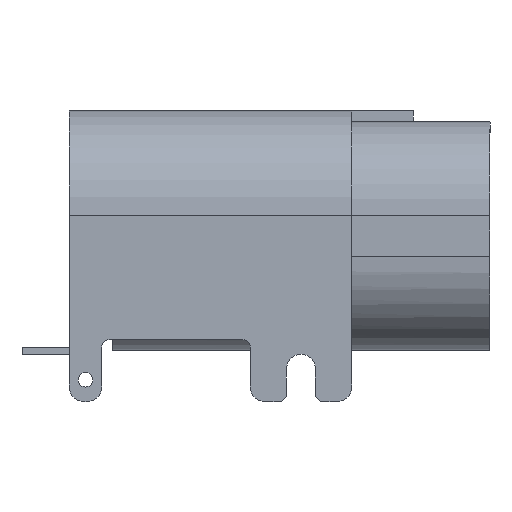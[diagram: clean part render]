
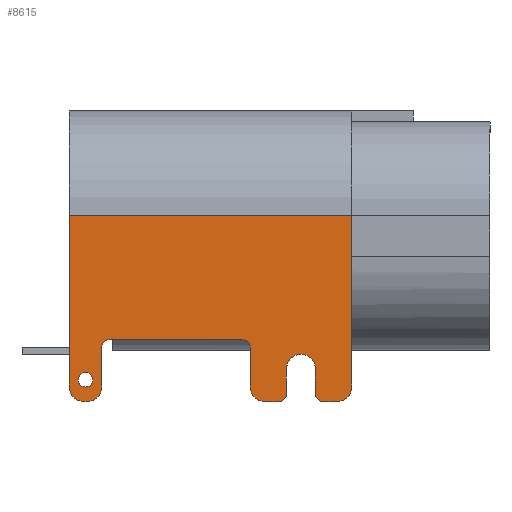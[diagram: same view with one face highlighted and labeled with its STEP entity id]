
A CAD part, left-side view. The second image highlights one B-rep face of the part: STEP entity #8615.
In plain terms, the highlighted planar face has unit normal (-1, 0, 0).
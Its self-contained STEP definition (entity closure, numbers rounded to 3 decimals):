
#6628 = VERTEX_POINT('',#6629);
#6629 = CARTESIAN_POINT('',(-4.62,1.05,
    -0.4));
#6635 = EDGE_CURVE('',#6628,#6636,#6638,.T.);
#6636 = VERTEX_POINT('',#6637);
#6637 = CARTESIAN_POINT('',(-4.62,1.25,
    -0.4));
#6638 = CIRCLE('',#6639,0.1);
#6639 = AXIS2_PLACEMENT_3D('',#6640,#6641,#6642);
#6640 = CARTESIAN_POINT('',(-4.62,1.15,
    -0.4));
#6641 = DIRECTION('',(1.,0.,-0.));
#6642 = DIRECTION('',(0.,1.,0.));
#8234 = VERTEX_POINT('',#8235);
#8235 = CARTESIAN_POINT('',(-4.62,-1.52,
    -0.7));
#8241 = EDGE_CURVE('',#8234,#8242,#8244,.T.);
#8242 = VERTEX_POINT('',#8243);
#8243 = CARTESIAN_POINT('',(-4.62,-1.32,
    -0.7));
#8244 = LINE('',#8245,#8246);
#8245 = CARTESIAN_POINT('',(-4.62,-4.425,
    -0.7));
#8246 = VECTOR('',#8247,1.);
#8247 = DIRECTION('',(0.,1.,0.));
#8263 = EDGE_CURVE('',#8264,#8266,#8268,.T.);
#8264 = VERTEX_POINT('',#8265);
#8265 = CARTESIAN_POINT('',(-4.62,-2.32,
    -0.7));
#8266 = VERTEX_POINT('',#8267);
#8267 = CARTESIAN_POINT('',(-4.62,-2.12,
    -0.7));
#8268 = LINE('',#8269,#8270);
#8269 = CARTESIAN_POINT('',(-4.62,-4.425,
    -0.7));
#8270 = VECTOR('',#8271,1.);
#8271 = DIRECTION('',(0.,1.,0.));
#8587 = VERTEX_POINT('',#8588);
#8588 = CARTESIAN_POINT('',(-4.62,1.375,
    1.86));
#8595 = EDGE_CURVE('',#8596,#8587,#8598,.T.);
#8596 = VERTEX_POINT('',#8597);
#8597 = CARTESIAN_POINT('',(-4.62,-2.52,
    1.86));
#8598 = LINE('',#8599,#8600);
#8599 = CARTESIAN_POINT('',(-4.62,-2.52,
    1.86));
#8600 = VECTOR('',#8601,1.);
#8601 = DIRECTION('',(0.,1.,0.));
#8615 = ADVANCED_FACE('',(#8616,#8626),#8770,.T.);
#8616 = FACE_BOUND('',#8617,.T.);
#8617 = EDGE_LOOP('',(#8618,#8619));
#8618 = ORIENTED_EDGE('',*,*,#6635,.T.);
#8619 = ORIENTED_EDGE('',*,*,#8620,.T.);
#8620 = EDGE_CURVE('',#6636,#6628,#8621,.T.);
#8621 = CIRCLE('',#8622,0.1);
#8622 = AXIS2_PLACEMENT_3D('',#8623,#8624,#8625);
#8623 = CARTESIAN_POINT('',(-4.62,1.15,
    -0.4));
#8624 = DIRECTION('',(1.,0.,-0.));
#8625 = DIRECTION('',(0.,1.,0.));
#8626 = FACE_BOUND('',#8627,.T.);
#8627 = EDGE_LOOP('',(#8628,#8629,#8638,#8646,#8655,#8663,#8670,#8671,
    #8680,#8686,#8687,#8695,#8704,#8712,#8721,#8729,#8738,#8746,#8755,
    #8763));
#8628 = ORIENTED_EDGE('',*,*,#8241,.F.);
#8629 = ORIENTED_EDGE('',*,*,#8630,.T.);
#8630 = EDGE_CURVE('',#8234,#8631,#8633,.T.);
#8631 = VERTEX_POINT('',#8632);
#8632 = CARTESIAN_POINT('',(-4.62,-1.62,
    -0.6));
#8633 = CIRCLE('',#8634,0.1);
#8634 = AXIS2_PLACEMENT_3D('',#8635,#8636,#8637);
#8635 = CARTESIAN_POINT('',(-4.62,-1.52,
    -0.6));
#8636 = DIRECTION('',(-1.,-0.,0.));
#8637 = DIRECTION('',(0.,-1.,0.));
#8638 = ORIENTED_EDGE('',*,*,#8639,.T.);
#8639 = EDGE_CURVE('',#8631,#8640,#8642,.T.);
#8640 = VERTEX_POINT('',#8641);
#8641 = CARTESIAN_POINT('',(-4.62,-1.62,
    -0.25));
#8642 = LINE('',#8643,#8644);
#8643 = CARTESIAN_POINT('',(-4.62,-1.62,
    -1.15));
#8644 = VECTOR('',#8645,1.);
#8645 = DIRECTION('',(0.,0.,1.));
#8646 = ORIENTED_EDGE('',*,*,#8647,.T.);
#8647 = EDGE_CURVE('',#8640,#8648,#8650,.T.);
#8648 = VERTEX_POINT('',#8649);
#8649 = CARTESIAN_POINT('',(-4.62,-2.02,
    -0.25));
#8650 = CIRCLE('',#8651,0.2);
#8651 = AXIS2_PLACEMENT_3D('',#8652,#8653,#8654);
#8652 = CARTESIAN_POINT('',(-4.62,-1.82,
    -0.25));
#8653 = DIRECTION('',(1.,0.,-0.));
#8654 = DIRECTION('',(0.,1.,0.));
#8655 = ORIENTED_EDGE('',*,*,#8656,.T.);
#8656 = EDGE_CURVE('',#8648,#8657,#8659,.T.);
#8657 = VERTEX_POINT('',#8658);
#8658 = CARTESIAN_POINT('',(-4.62,-2.02,
    -0.6));
#8659 = LINE('',#8660,#8661);
#8660 = CARTESIAN_POINT('',(-4.62,-2.02,
    -1.15));
#8661 = VECTOR('',#8662,1.);
#8662 = DIRECTION('',(0.,0.,-1.));
#8663 = ORIENTED_EDGE('',*,*,#8664,.T.);
#8664 = EDGE_CURVE('',#8657,#8266,#8665,.T.);
#8665 = CIRCLE('',#8666,0.1);
#8666 = AXIS2_PLACEMENT_3D('',#8667,#8668,#8669);
#8667 = CARTESIAN_POINT('',(-4.62,-2.12,
    -0.6));
#8668 = DIRECTION('',(-1.,-0.,0.));
#8669 = DIRECTION('',(0.,-1.,0.));
#8670 = ORIENTED_EDGE('',*,*,#8263,.F.);
#8671 = ORIENTED_EDGE('',*,*,#8672,.T.);
#8672 = EDGE_CURVE('',#8264,#8673,#8675,.T.);
#8673 = VERTEX_POINT('',#8674);
#8674 = CARTESIAN_POINT('',(-4.62,-2.52,
    -0.5));
#8675 = CIRCLE('',#8676,0.2);
#8676 = AXIS2_PLACEMENT_3D('',#8677,#8678,#8679);
#8677 = CARTESIAN_POINT('',(-4.62,-2.32,
    -0.5));
#8678 = DIRECTION('',(-1.,-0.,0.));
#8679 = DIRECTION('',(0.,-1.,0.));
#8680 = ORIENTED_EDGE('',*,*,#8681,.T.);
#8681 = EDGE_CURVE('',#8673,#8596,#8682,.T.);
#8682 = LINE('',#8683,#8684);
#8683 = CARTESIAN_POINT('',(-4.62,-2.52,
    1.3));
#8684 = VECTOR('',#8685,1.);
#8685 = DIRECTION('',(0.,0.,1.));
#8686 = ORIENTED_EDGE('',*,*,#8595,.T.);
#8687 = ORIENTED_EDGE('',*,*,#8688,.F.);
#8688 = EDGE_CURVE('',#8689,#8587,#8691,.T.);
#8689 = VERTEX_POINT('',#8690);
#8690 = CARTESIAN_POINT('',(-4.62,1.375,
    -0.5));
#8691 = LINE('',#8692,#8693);
#8692 = CARTESIAN_POINT('',(-4.62,1.375,
    1.3));
#8693 = VECTOR('',#8694,1.);
#8694 = DIRECTION('',(0.,0.,1.));
#8695 = ORIENTED_EDGE('',*,*,#8696,.T.);
#8696 = EDGE_CURVE('',#8689,#8697,#8699,.T.);
#8697 = VERTEX_POINT('',#8698);
#8698 = CARTESIAN_POINT('',(-4.62,1.175,
    -0.7));
#8699 = CIRCLE('',#8700,0.2);
#8700 = AXIS2_PLACEMENT_3D('',#8701,#8702,#8703);
#8701 = CARTESIAN_POINT('',(-4.62,1.175,
    -0.5));
#8702 = DIRECTION('',(-1.,-0.,0.));
#8703 = DIRECTION('',(0.,-1.,0.));
#8704 = ORIENTED_EDGE('',*,*,#8705,.F.);
#8705 = EDGE_CURVE('',#8706,#8697,#8708,.T.);
#8706 = VERTEX_POINT('',#8707);
#8707 = CARTESIAN_POINT('',(-4.62,1.125,
    -0.7));
#8708 = LINE('',#8709,#8710);
#8709 = CARTESIAN_POINT('',(-4.62,-4.425,
    -0.7));
#8710 = VECTOR('',#8711,1.);
#8711 = DIRECTION('',(0.,1.,0.));
#8712 = ORIENTED_EDGE('',*,*,#8713,.T.);
#8713 = EDGE_CURVE('',#8706,#8714,#8716,.T.);
#8714 = VERTEX_POINT('',#8715);
#8715 = CARTESIAN_POINT('',(-4.62,0.925,
    -0.5));
#8716 = CIRCLE('',#8717,0.2);
#8717 = AXIS2_PLACEMENT_3D('',#8718,#8719,#8720);
#8718 = CARTESIAN_POINT('',(-4.62,1.125,
    -0.5));
#8719 = DIRECTION('',(-1.,-0.,0.));
#8720 = DIRECTION('',(0.,-1.,0.));
#8721 = ORIENTED_EDGE('',*,*,#8722,.F.);
#8722 = EDGE_CURVE('',#8723,#8714,#8725,.T.);
#8723 = VERTEX_POINT('',#8724);
#8724 = CARTESIAN_POINT('',(-4.62,0.925,
    0.05));
#8725 = LINE('',#8726,#8727);
#8726 = CARTESIAN_POINT('',(-4.62,0.925,
    1.58));
#8727 = VECTOR('',#8728,1.);
#8728 = DIRECTION('',(0.,0.,-1.));
#8729 = ORIENTED_EDGE('',*,*,#8730,.T.);
#8730 = EDGE_CURVE('',#8723,#8731,#8733,.T.);
#8731 = VERTEX_POINT('',#8732);
#8732 = CARTESIAN_POINT('',(-4.62,0.825,
    0.15));
#8733 = CIRCLE('',#8734,0.1);
#8734 = AXIS2_PLACEMENT_3D('',#8735,#8736,#8737);
#8735 = CARTESIAN_POINT('',(-4.62,0.825,
    0.05));
#8736 = DIRECTION('',(1.,0.,0.));
#8737 = DIRECTION('',(0.,-1.,0.));
#8738 = ORIENTED_EDGE('',*,*,#8739,.F.);
#8739 = EDGE_CURVE('',#8740,#8731,#8742,.T.);
#8740 = VERTEX_POINT('',#8741);
#8741 = CARTESIAN_POINT('',(-4.62,-1.02,
    0.15));
#8742 = LINE('',#8743,#8744);
#8743 = CARTESIAN_POINT('',(-4.62,-4.425,
    0.15));
#8744 = VECTOR('',#8745,1.);
#8745 = DIRECTION('',(0.,1.,0.));
#8746 = ORIENTED_EDGE('',*,*,#8747,.T.);
#8747 = EDGE_CURVE('',#8740,#8748,#8750,.T.);
#8748 = VERTEX_POINT('',#8749);
#8749 = CARTESIAN_POINT('',(-4.62,-1.12,
    0.05));
#8750 = CIRCLE('',#8751,0.1);
#8751 = AXIS2_PLACEMENT_3D('',#8752,#8753,#8754);
#8752 = CARTESIAN_POINT('',(-4.62,-1.02,
    0.05));
#8753 = DIRECTION('',(1.,0.,0.));
#8754 = DIRECTION('',(0.,-1.,0.));
#8755 = ORIENTED_EDGE('',*,*,#8756,.T.);
#8756 = EDGE_CURVE('',#8748,#8757,#8759,.T.);
#8757 = VERTEX_POINT('',#8758);
#8758 = CARTESIAN_POINT('',(-4.62,-1.12,
    -0.5));
#8759 = LINE('',#8760,#8761);
#8760 = CARTESIAN_POINT('',(-4.62,-1.12,
    1.58));
#8761 = VECTOR('',#8762,1.);
#8762 = DIRECTION('',(0.,0.,-1.));
#8763 = ORIENTED_EDGE('',*,*,#8764,.T.);
#8764 = EDGE_CURVE('',#8757,#8242,#8765,.T.);
#8765 = CIRCLE('',#8766,0.2);
#8766 = AXIS2_PLACEMENT_3D('',#8767,#8768,#8769);
#8767 = CARTESIAN_POINT('',(-4.62,-1.32,
    -0.5));
#8768 = DIRECTION('',(-1.,-0.,0.));
#8769 = DIRECTION('',(0.,-1.,0.));
#8770 = PLANE('',#8771);
#8771 = AXIS2_PLACEMENT_3D('',#8772,#8773,#8774);
#8772 = CARTESIAN_POINT('',(-4.62,-2.52,
    1.3));
#8773 = DIRECTION('',(-1.,0.,0.));
#8774 = DIRECTION('',(-0.,-1.,0.));
